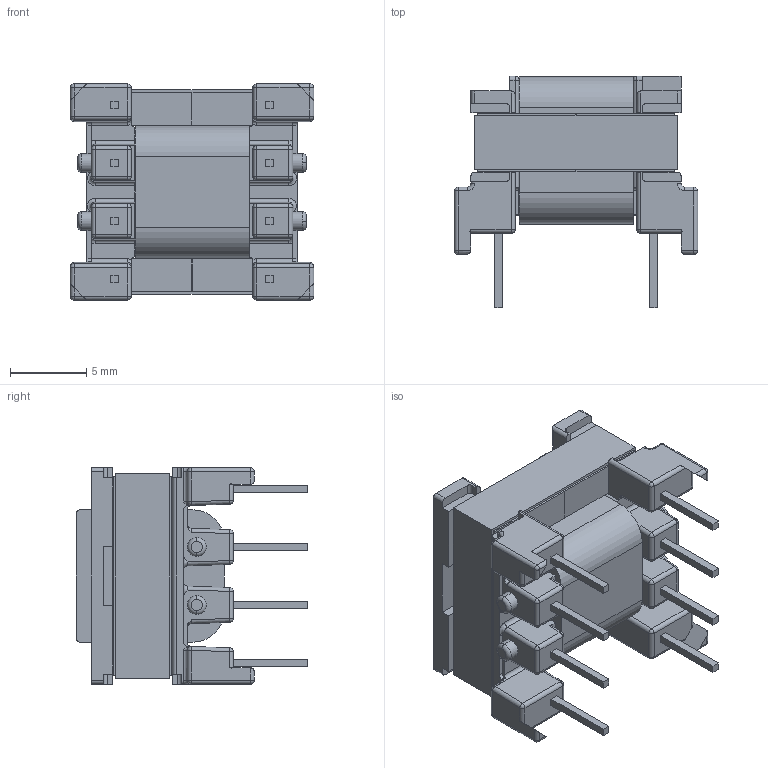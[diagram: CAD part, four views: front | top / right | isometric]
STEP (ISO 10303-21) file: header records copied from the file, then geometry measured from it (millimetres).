
FILE_DESCRIPTION (( 'STEP AP214' ), '1' );
FILE_NAME ('EE13-7-4_4849.STEP', '2019-01-31T16:11:25', ( '' ), ( '' ), 'SwSTEP 2.0', 'SolidWorks 2017', '' );
FILE_SCHEMA (( 'AUTOMOTIVE_DESIGN' ));
Length unit declared in the file: millimetre
Products named in the file (5): 440-9985-2300; 150-2300_6A; 070-4849_coil; 070-4849_6C; EE13-7-4_4849
Assembly tree (5 placements, depth 2):
  EE13-7-4_4849
    070-4849_6C
    070-4849_coil
    150-2300_6A  x2
    440-9985-2300
Bounding box: 16 x 15.19 x 14.2 mm (x, y, z)
Volume: 1428 mm3; surface area: 2851.1 mm2
Topology: 5 solids, 5 shells, 469 faces, 1207 edges, 716 vertices
Faces by surface type: plane 230, cylinder 165, sphere 46, bspline 16, torus 12
Entity records: 14343 total; most frequent: CARTESIAN_POINT 2862, DIRECTION 2259, ORIENTED_EDGE 2254, EDGE_CURVE 1127, AXIS2_PLACEMENT_3D 761, VECTOR 737, LINE 737, VERTEX_POINT 692
